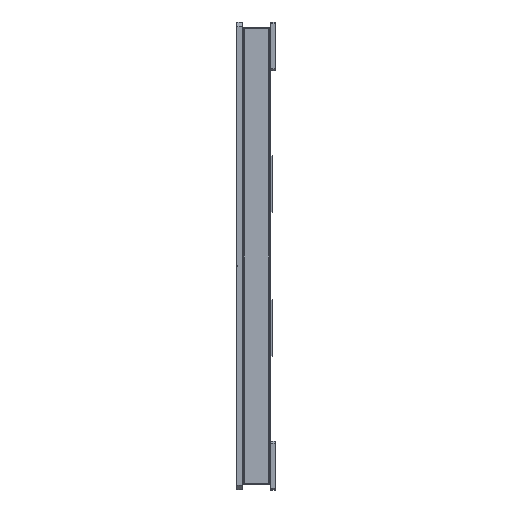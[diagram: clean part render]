
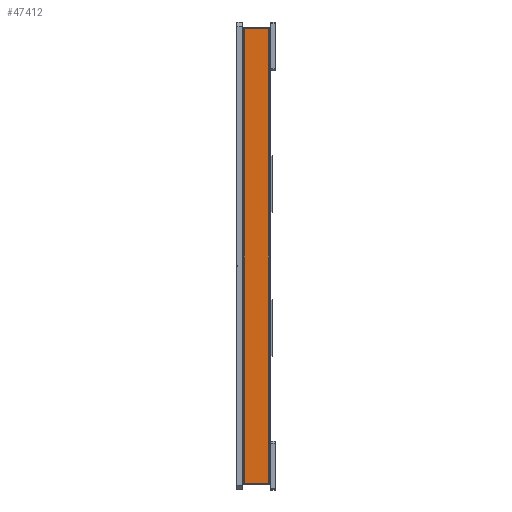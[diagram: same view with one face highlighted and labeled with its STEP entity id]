
A CAD part, left-side view. The second image highlights one B-rep face of the part: STEP entity #47412.
In plain terms, the highlighted planar face has unit normal (-1, 0, 0).
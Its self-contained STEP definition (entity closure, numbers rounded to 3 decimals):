
#47373=CARTESIAN_POINT('Axis2P3D Location',(-100.,0.,-75.)) ;
#47378=CARTESIAN_POINT('Line Origine',(-100.,2440.,0.)) ;
#47382=CARTESIAN_POINT('Vertex',(-100.,2440.,65.)) ;
#47384=CARTESIAN_POINT('Vertex',(-100.,2440.,-65.)) ;
#47387=CARTESIAN_POINT('Line Origine',(-100.,1220.,-65.)) ;
#47391=CARTESIAN_POINT('Vertex',(-100.,0.,-65.)) ;
#47394=CARTESIAN_POINT('Line Origine',(-100.,0.,0.)) ;
#47398=CARTESIAN_POINT('Vertex',(-100.,0.,65.)) ;
#47401=CARTESIAN_POINT('Line Origine',(-100.,1220.,65.)) ;
#47374=DIRECTION('Axis2P3D Direction',(-1.,0.,0.)) ;
#47375=DIRECTION('Axis2P3D XDirection',(0.,0.,1.)) ;
#47379=DIRECTION('Vector Direction',(0.,0.,1.)) ;
#47388=DIRECTION('Vector Direction',(0.,1.,0.)) ;
#47395=DIRECTION('Vector Direction',(0.,0.,1.)) ;
#47402=DIRECTION('Vector Direction',(0.,1.,0.)) ;
#47376=AXIS2_PLACEMENT_3D('Plane Axis2P3D',#47373,#47374,#47375) ;
#47407=ORIENTED_EDGE('',*,*,#47386,.T.) ;
#47408=ORIENTED_EDGE('',*,*,#47393,.F.) ;
#47409=ORIENTED_EDGE('',*,*,#47400,.T.) ;
#47410=ORIENTED_EDGE('',*,*,#47405,.T.) ;
#47380=VECTOR('Line Direction',#47379,1.) ;
#47389=VECTOR('Line Direction',#47388,1.) ;
#47396=VECTOR('Line Direction',#47395,1.) ;
#47403=VECTOR('Line Direction',#47402,1.) ;
#47412=ADVANCED_FACE('\X2\96F64EF651E04F554F53\X0\',(#47411),#47377,.T.) ;
#47386=EDGE_CURVE('',#47383,#47385,#47381,.F.) ;
#47393=EDGE_CURVE('',#47392,#47385,#47390,.T.) ;
#47400=EDGE_CURVE('',#47392,#47399,#47397,.T.) ;
#47405=EDGE_CURVE('',#47399,#47383,#47404,.T.) ;
#47406=EDGE_LOOP('',(#47407,#47408,#47409,#47410)) ;
#47411=FACE_OUTER_BOUND('',#47406,.T.) ;
#47381=LINE('Line',#47378,#47380) ;
#47390=LINE('Line',#47387,#47389) ;
#47397=LINE('Line',#47394,#47396) ;
#47404=LINE('Line',#47401,#47403) ;
#47377=PLANE('',#47376) ;
#47383=VERTEX_POINT('',#47382) ;
#47385=VERTEX_POINT('',#47384) ;
#47392=VERTEX_POINT('',#47391) ;
#47399=VERTEX_POINT('',#47398) ;
